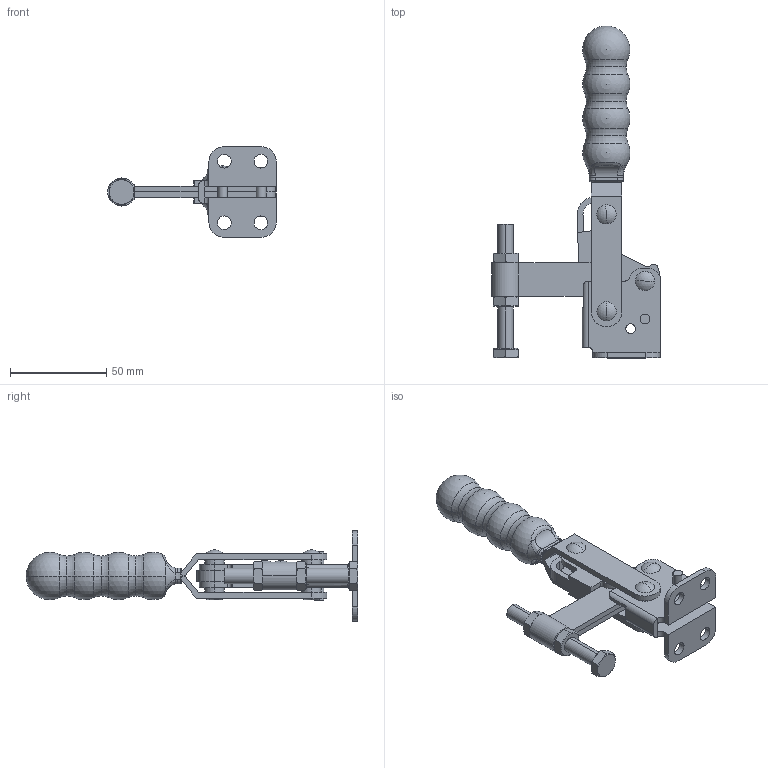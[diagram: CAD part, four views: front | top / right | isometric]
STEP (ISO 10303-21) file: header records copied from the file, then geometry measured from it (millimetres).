
FILE_DESCRIPTION (( 'STEP AP214' ), '1' );
FILE_NAME ('GH-12502-C(Â²¤Æ)-1.STEP', '2020-03-20T05:10:09', ( 'LinWei' ), ( '' ), 'SwSTEP 2.0', 'SolidWorks 2016', '' );
FILE_SCHEMA (( 'AUTOMOTIVE_DESIGN' ));
Length unit declared in the file: millimetre
Products named in the file (6): GH-SA-086512-1^GH-12502-C(簡化)-1; Group4^GH-12502-C(簡化)-1; Group1^GH-12502-C(簡化)-1; Group2^GH-12502-C(簡化)-1; Group3^GH-12502-C(簡化)-1; GH-12502-C(簡化)-1
Assembly tree (5 placements, depth 2):
  GH-12502-C(簡化)-1
    Group3^GH-12502-C(簡化)-1
    Group2^GH-12502-C(簡化)-1
    Group1^GH-12502-C(簡化)-1
    Group4^GH-12502-C(簡化)-1
    GH-SA-086512-1^GH-12502-C(簡化)-1
Bounding box: 87.76 x 172.7 x 47 mm (x, y, z)
Volume: 72687.7 mm3; surface area: 35506.4 mm2
Topology: 5 solids, 5 shells, 324 faces, 827 edges, 515 vertices
Faces by surface type: cylinder 125, plane 109, cone 34, torus 30, sphere 16, bspline 10
Entity records: 12009 total; most frequent: CARTESIAN_POINT 2680, DIRECTION 1741, ORIENTED_EDGE 1614, EDGE_CURVE 807, AXIS2_PLACEMENT_3D 700, VERTEX_POINT 503, EDGE_LOOP 378, CIRCLE 378
